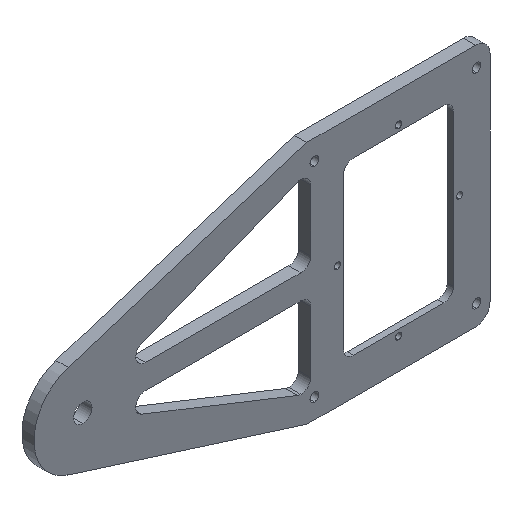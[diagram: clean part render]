
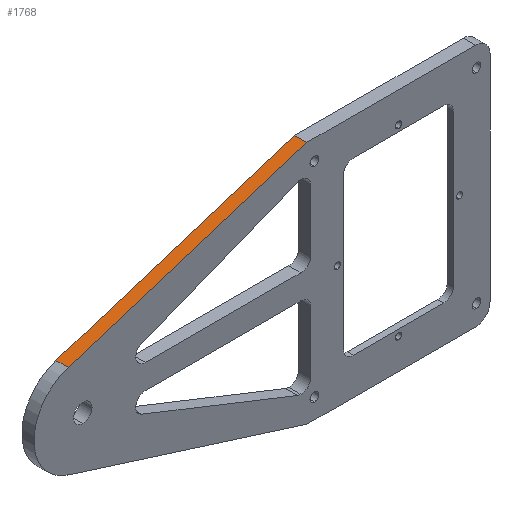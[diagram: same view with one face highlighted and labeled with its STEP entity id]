
A CAD part, isometric view. The second image highlights one B-rep face of the part: STEP entity #1768.
In plain terms, the highlighted planar face has unit normal (-0.301, 0, 0.954).
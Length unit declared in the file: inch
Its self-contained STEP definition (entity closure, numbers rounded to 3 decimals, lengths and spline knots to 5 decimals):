
#27 = CARTESIAN_POINT ( 'NONE',  ( -1.875, 0., 2.5 ) ) ;
#59 = VECTOR ( 'NONE', #907, 39.37008 ) ;
#239 = VECTOR ( 'NONE', #1246, 39.37008 ) ;
#256 = LINE ( 'NONE', #1707, #59 ) ;
#264 = VERTEX_POINT ( 'NONE', #1963 ) ;
#298 = EDGE_CURVE ( 'NONE', #1487, #264, #1846, .T. ) ;
#392 = EDGE_CURVE ( 'NONE', #264, #1549, #256, .T. ) ;
#409 = AXIS2_PLACEMENT_3D ( 'NONE', #922, #1440, #1772 ) ;
#421 = PLANE ( 'NONE',  #409 ) ;
#805 = VERTEX_POINT ( 'NONE', #1535 ) ;
#855 = CARTESIAN_POINT ( 'NONE',  ( -1.875, 0.25, 2.5 ) ) ;
#907 = DIRECTION ( 'NONE',  ( 0., -1., 0. ) ) ;
#922 = CARTESIAN_POINT ( 'NONE',  ( -1.875, 0., 2.5 ) ) ;
#1073 = ORIENTED_EDGE ( 'NONE', *, *, #392, .F. ) ;
#1141 = EDGE_CURVE ( 'NONE', #805, #1549, #1505, .T. ) ;
#1246 = DIRECTION ( 'NONE',  ( 0., 1., 0. ) ) ;
#1329 = DIRECTION ( 'NONE',  ( 0.954, 0., 0.301 ) ) ;
#1348 = ORIENTED_EDGE ( 'NONE', *, *, #1667, .F. ) ;
#1440 = DIRECTION ( 'NONE',  ( -0.301, 0., 0.954 ) ) ;
#1445 = VECTOR ( 'NONE', #2118, 39.37008 ) ;
#1470 = ORIENTED_EDGE ( 'NONE', *, *, #1141, .T. ) ;
#1487 = VERTEX_POINT ( 'NONE', #1655 ) ;
#1505 = LINE ( 'NONE', #27, #1445 ) ;
#1535 = CARTESIAN_POINT ( 'NONE',  ( -6.76835, 0., 0.95351 ) ) ;
#1549 = VERTEX_POINT ( 'NONE', #1988 ) ;
#1655 = CARTESIAN_POINT ( 'NONE',  ( -6.76835, 0.25, 0.95351 ) ) ;
#1667 = EDGE_CURVE ( 'NONE', #805, #1487, #1869, .T. ) ;
#1707 = CARTESIAN_POINT ( 'NONE',  ( -1.875, 0.25, 2.5 ) ) ;
#1730 = EDGE_LOOP ( 'NONE', ( #1807, #1348, #1470, #1073 ) ) ;
#1768 = ADVANCED_FACE ( 'NONE', ( #1890 ), #421, .T. ) ;
#1772 = DIRECTION ( 'NONE',  ( 0.954, 0., 0.301 ) ) ;
#1807 = ORIENTED_EDGE ( 'NONE', *, *, #298, .F. ) ;
#1846 = LINE ( 'NONE', #855, #1878 ) ;
#1852 = CARTESIAN_POINT ( 'NONE',  ( -6.76835, 0., 0.95351 ) ) ;
#1869 = LINE ( 'NONE', #1852, #239 ) ;
#1878 = VECTOR ( 'NONE', #1329, 39.37008 ) ;
#1890 = FACE_OUTER_BOUND ( 'NONE', #1730, .T. ) ;
#1963 = CARTESIAN_POINT ( 'NONE',  ( -1.875, 0.25, 2.5 ) ) ;
#1988 = CARTESIAN_POINT ( 'NONE',  ( -1.875, 0., 2.5 ) ) ;
#2118 = DIRECTION ( 'NONE',  ( 0.954, 0., 0.301 ) ) ;
